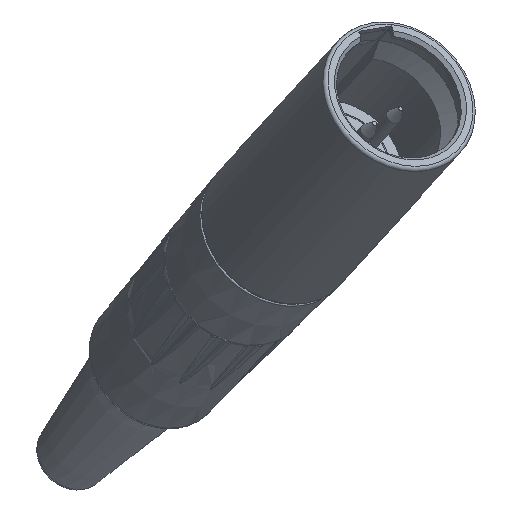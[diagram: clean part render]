
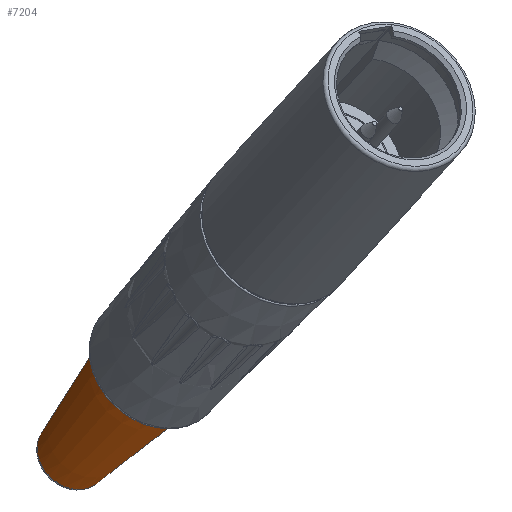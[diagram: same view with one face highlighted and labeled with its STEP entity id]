
A CAD part, isometric view. The second image highlights one B-rep face of the part: STEP entity #7204.
In plain terms, the highlighted conical face has half-angle 6 degrees and reference radius 3.024 mm.
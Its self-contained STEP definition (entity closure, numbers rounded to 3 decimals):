
#526=CONICAL_SURFACE('',#7877,3.024,0.105);
#751=CIRCLE('',#7876,2.372);
#752=CIRCLE('',#7878,3.722);
#1230=FACE_OUTER_BOUND('',#1685,.T.);
#1685=EDGE_LOOP('',(#5851,#5852,#5853,#5854));
#2094=LINE('',#21020,#2559);
#2559=VECTOR('',#9108,3.024);
#3233=VERTEX_POINT('',#21015);
#3234=VERTEX_POINT('',#21019);
#4154=EDGE_CURVE('',#3233,#3233,#751,.T.);
#4155=EDGE_CURVE('',#3233,#3234,#2094,.T.);
#4156=EDGE_CURVE('',#3234,#3234,#752,.T.);
#5851=ORIENTED_EDGE('',*,*,#4154,.F.);
#5852=ORIENTED_EDGE('',*,*,#4155,.T.);
#5853=ORIENTED_EDGE('',*,*,#4156,.T.);
#5854=ORIENTED_EDGE('',*,*,#4155,.F.);
#7204=ADVANCED_FACE('',(#1230),#526,.T.);
#7876=AXIS2_PLACEMENT_3D('',#21017,#9104,#9105);
#7877=AXIS2_PLACEMENT_3D('',#21018,#9106,#9107);
#7878=AXIS2_PLACEMENT_3D('',#21021,#9109,#9110);
#9104=DIRECTION('center_axis',(0.,1.,0.));
#9105=DIRECTION('ref_axis',(0.,0.,-1.));
#9106=DIRECTION('center_axis',(0.,-1.,0.));
#9107=DIRECTION('ref_axis',(0.,0.,1.));
#9108=DIRECTION('',(0.,-0.995,-0.105));
#9109=DIRECTION('center_axis',(0.,1.,0.));
#9110=DIRECTION('ref_axis',(0.,0.,1.));
#21015=CARTESIAN_POINT('',(0.,6.662,-2.372));
#21017=CARTESIAN_POINT('Origin',(0.,6.662,
0.));
#21018=CARTESIAN_POINT('Origin',(0.,0.464,0.));
#21019=CARTESIAN_POINT('',(0.,-6.182,-3.722));
#21020=CARTESIAN_POINT('',(0.,0.464,-3.024));
#21021=CARTESIAN_POINT('Origin',(0.,-6.182,0.));
